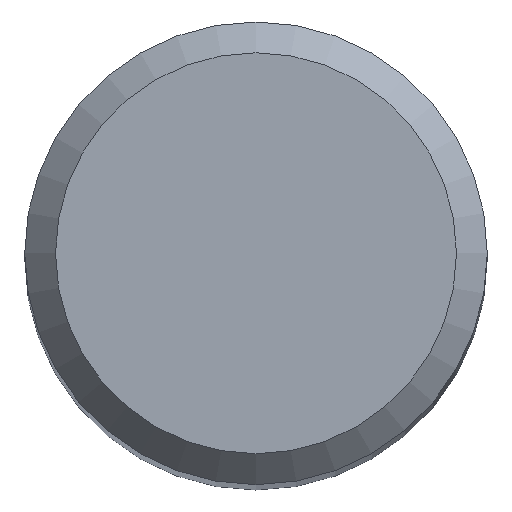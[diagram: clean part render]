
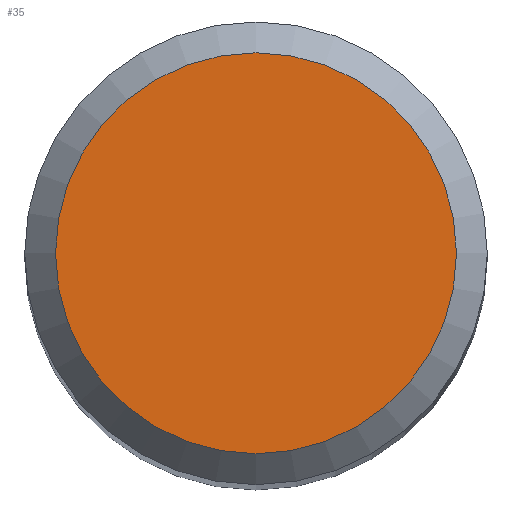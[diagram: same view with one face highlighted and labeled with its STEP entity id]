
A CAD part, top view. The second image highlights one B-rep face of the part: STEP entity #35.
In plain terms, the highlighted planar face has unit normal (0, 0, 1).
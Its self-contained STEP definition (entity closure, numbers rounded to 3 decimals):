
#13 = DIRECTION ( 'NONE',  ( 0., 1., 0. ) ) ;
#17 = FACE_OUTER_BOUND ( 'NONE', #126, .T. ) ;
#35 = ADVANCED_FACE ( 'NONE', ( #17 ), #79, .F. ) ;
#39 = DIRECTION ( 'NONE',  ( 0., 0., -1. ) ) ;
#44 = ORIENTED_EDGE ( 'NONE', *, *, #142, .F. ) ;
#47 = VERTEX_POINT ( 'NONE', #94 ) ;
#76 = AXIS2_PLACEMENT_3D ( 'NONE', #84, #39, #153 ) ;
#79 = PLANE ( 'NONE',  #125 ) ;
#84 = CARTESIAN_POINT ( 'NONE',  ( 0., 0., 30. ) ) ;
#91 = CARTESIAN_POINT ( 'NONE',  ( 0., 0., 30. ) ) ;
#94 = CARTESIAN_POINT ( 'NONE',  ( 0., 1.3, 30. ) ) ;
#125 = AXIS2_PLACEMENT_3D ( 'NONE', #91, #143, #13 ) ;
#126 = EDGE_LOOP ( 'NONE', ( #44 ) ) ;
#142 = EDGE_CURVE ( 'NONE', #47, #47, #155, .T. ) ;
#143 = DIRECTION ( 'NONE',  ( 0., 0., -1. ) ) ;
#153 = DIRECTION ( 'NONE',  ( 0., 1., 0. ) ) ;
#155 = CIRCLE ( 'NONE', #76, 1.3 ) ;
